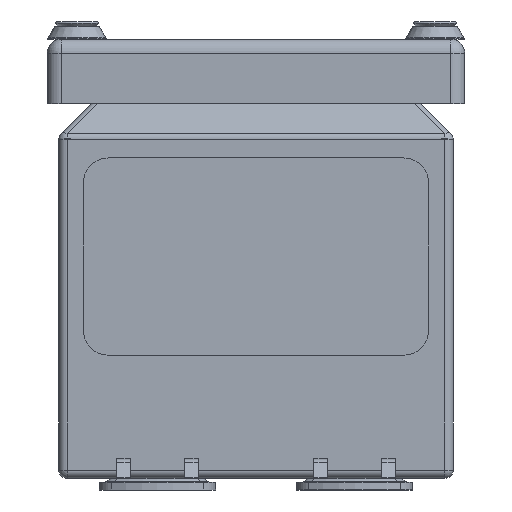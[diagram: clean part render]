
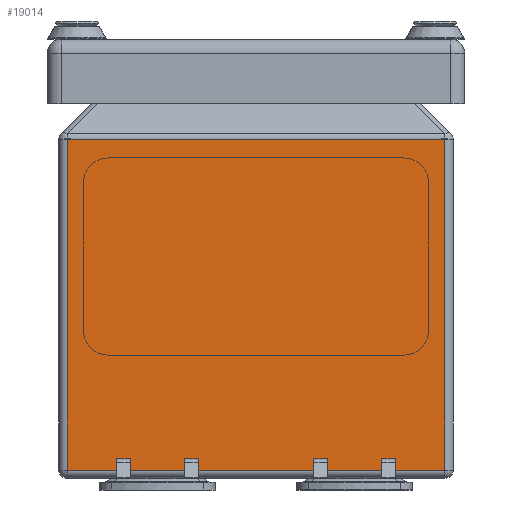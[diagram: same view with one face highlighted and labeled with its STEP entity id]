
A CAD part, front view. The second image highlights one B-rep face of the part: STEP entity #19014.
In plain terms, the highlighted planar face has unit normal (0, -1, 0).
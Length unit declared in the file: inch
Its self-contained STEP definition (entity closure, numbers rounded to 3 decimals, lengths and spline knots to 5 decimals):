
#1135=PLANE('',#20724);
#1690=FACE_OUTER_BOUND('',#2884,.T.);
#2884=EDGE_LOOP('',(#13537,#13538,#13539,#13540));
#4300=LINE('',#30132,#5849);
#4302=LINE('',#30145,#5851);
#4303=LINE('',#30149,#5852);
#4304=LINE('',#30150,#5853);
#5849=VECTOR('',#23569,0.3937);
#5851=VECTOR('',#23587,0.3937);
#5852=VECTOR('',#23592,0.3937);
#5853=VECTOR('',#23593,0.3937);
#8390=VERTEX_POINT('',#30129);
#8391=VERTEX_POINT('',#30131);
#8394=VERTEX_POINT('',#30144);
#8395=VERTEX_POINT('',#30148);
#10315=EDGE_CURVE('',#8390,#8391,#4300,.T.);
#10322=EDGE_CURVE('',#8391,#8394,#4302,.T.);
#10324=EDGE_CURVE('',#8395,#8390,#4303,.T.);
#10325=EDGE_CURVE('',#8394,#8395,#4304,.T.);
#13537=ORIENTED_EDGE('',*,*,#10315,.F.);
#13538=ORIENTED_EDGE('',*,*,#10324,.F.);
#13539=ORIENTED_EDGE('',*,*,#10325,.F.);
#13540=ORIENTED_EDGE('',*,*,#10322,.F.);
#19014=ADVANCED_FACE('',(#1690),#1135,.F.);
#20724=AXIS2_PLACEMENT_3D('',#30147,#23590,#23591);
#23569=DIRECTION('',(0.,0.,1.));
#23587=DIRECTION('',(1.,0.,0.));
#23590=DIRECTION('center_axis',(0.,1.,0.));
#23591=DIRECTION('ref_axis',(0.,0.,1.));
#23592=DIRECTION('',(-1.,0.,0.));
#23593=DIRECTION('',(0.,0.,-1.));
#30129=CARTESIAN_POINT('',(-1.916,-6.,0.084));
#30131=CARTESIAN_POINT('',(-1.916,-6.,3.43716));
#30132=CARTESIAN_POINT('',(-1.916,-6.,2.06459));
#30144=CARTESIAN_POINT('',(1.916,-6.,3.43716));
#30145=CARTESIAN_POINT('',(0.,-6.,3.43716));
#30147=CARTESIAN_POINT('Origin',(0.,-6.,1.73597));
#30148=CARTESIAN_POINT('',(1.916,-6.,0.084));
#30149=CARTESIAN_POINT('',(0.,-6.,0.084));
#30150=CARTESIAN_POINT('',(1.916,-6.,2.04359));
